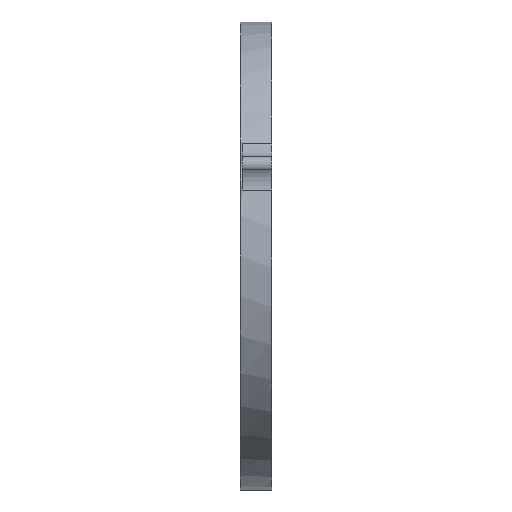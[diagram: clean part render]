
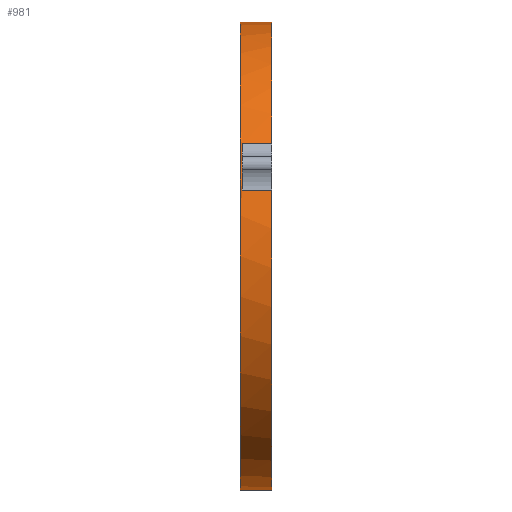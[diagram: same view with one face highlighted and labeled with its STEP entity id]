
A CAD part, left-side view. The second image highlights one B-rep face of the part: STEP entity #981.
In plain terms, the highlighted cylindrical face has radius 55 mm (diameter 110 mm), a partial arc.
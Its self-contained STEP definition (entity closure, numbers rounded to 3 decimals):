
#60 = CARTESIAN_POINT ( 'NONE',  ( 0., 0., 0. ) ) ;
#61 = VECTOR ( 'NONE', #1106, 1000. ) ;
#68 = DIRECTION ( 'NONE',  ( 0., 1., 0. ) ) ;
#98 = CARTESIAN_POINT ( 'NONE',  ( -52.769, 0., 15.506 ) ) ;
#101 = DIRECTION ( 'NONE',  ( 0., 0., 1. ) ) ;
#135 = CIRCLE ( 'NONE', #1168, 55. ) ;
#169 = CARTESIAN_POINT ( 'NONE',  ( 0., -7., 0. ) ) ;
#171 = DIRECTION ( 'NONE',  ( 0., 0., -1. ) ) ;
#208 = EDGE_CURVE ( 'NONE', #256, #555, #1013, .T. ) ;
#226 = DIRECTION ( 'NONE',  ( 0., -1., 0. ) ) ;
#256 = VERTEX_POINT ( 'NONE', #443 ) ;
#291 = VERTEX_POINT ( 'NONE', #1640 ) ;
#323 = AXIS2_PLACEMENT_3D ( 'NONE', #742, #1267, #101 ) ;
#327 = EDGE_CURVE ( 'NONE', #722, #256, #723, .T. ) ;
#371 = EDGE_CURVE ( 'NONE', #1631, #1080, #870, .T. ) ;
#381 = AXIS2_PLACEMENT_3D ( 'NONE', #60, #68, #461 ) ;
#402 = EDGE_CURVE ( 'NONE', #291, #852, #135, .T. ) ;
#408 = CYLINDRICAL_SURFACE ( 'NONE', #1105, 55. ) ;
#414 = ORIENTED_EDGE ( 'NONE', *, *, #402, .F. ) ;
#435 = ORIENTED_EDGE ( 'NONE', *, *, #208, .F. ) ;
#443 = CARTESIAN_POINT ( 'NONE',  ( 0., -7., 55. ) ) ;
#461 = DIRECTION ( 'NONE',  ( 0., 0., 1. ) ) ;
#532 = DIRECTION ( 'NONE',  ( 0., -1., 0. ) ) ;
#550 = CARTESIAN_POINT ( 'NONE',  ( 0., -7., 0. ) ) ;
#555 = VERTEX_POINT ( 'NONE', #1475 ) ;
#577 = ORIENTED_EDGE ( 'NONE', *, *, #937, .F. ) ;
#616 = CARTESIAN_POINT ( 'NONE',  ( -52.769, -7., 15.506 ) ) ;
#696 = VECTOR ( 'NONE', #226, 1000. ) ;
#722 = VERTEX_POINT ( 'NONE', #830 ) ;
#723 = LINE ( 'NONE', #1227, #61 ) ;
#733 = VECTOR ( 'NONE', #1212, 1000. ) ;
#742 = CARTESIAN_POINT ( 'NONE',  ( 0., 0.5, 0. ) ) ;
#750 = CIRCLE ( 'NONE', #323, 55. ) ;
#765 = VECTOR ( 'NONE', #875, 1000. ) ;
#774 = CARTESIAN_POINT ( 'NONE',  ( 0., 0.5, 0. ) ) ;
#830 = CARTESIAN_POINT ( 'NONE',  ( 0., 0.5, 55. ) ) ;
#852 = VERTEX_POINT ( 'NONE', #1129 ) ;
#870 = CIRCLE ( 'NONE', #381, 55. ) ;
#875 = DIRECTION ( 'NONE',  ( 0., 1., 0. ) ) ;
#899 = CARTESIAN_POINT ( 'NONE',  ( 0., 0.5, -55. ) ) ;
#918 = DIRECTION ( 'NONE',  ( 0., 0., -1. ) ) ;
#922 = CARTESIAN_POINT ( 'NONE',  ( -48.278, 0., 26.349 ) ) ;
#928 = ORIENTED_EDGE ( 'NONE', *, *, #1521, .T. ) ;
#933 = ORIENTED_EDGE ( 'NONE', *, *, #1268, .F. ) ;
#937 = EDGE_CURVE ( 'NONE', #1613, #722, #750, .T. ) ;
#981 = ADVANCED_FACE ( 'NONE', ( #1579 ), #408, .T. ) ;
#998 = ORIENTED_EDGE ( 'NONE', *, *, #371, .T. ) ;
#1013 = CIRCLE ( 'NONE', #1241, 55. ) ;
#1016 = ORIENTED_EDGE ( 'NONE', *, *, #327, .F. ) ;
#1080 = VERTEX_POINT ( 'NONE', #922 ) ;
#1105 = AXIS2_PLACEMENT_3D ( 'NONE', #774, #1298, #918 ) ;
#1106 = DIRECTION ( 'NONE',  ( 0., -1., 0. ) ) ;
#1129 = CARTESIAN_POINT ( 'NONE',  ( 0., -7., -55. ) ) ;
#1168 = AXIS2_PLACEMENT_3D ( 'NONE', #550, #532, #171 ) ;
#1198 = DIRECTION ( 'NONE',  ( 0., -1., 0. ) ) ;
#1212 = DIRECTION ( 'NONE',  ( 0., 1., 0. ) ) ;
#1227 = CARTESIAN_POINT ( 'NONE',  ( 0., 0.5, 55. ) ) ;
#1241 = AXIS2_PLACEMENT_3D ( 'NONE', #169, #1198, #1339 ) ;
#1267 = DIRECTION ( 'NONE',  ( 0., 1., 0. ) ) ;
#1268 = EDGE_CURVE ( 'NONE', #555, #1080, #1660, .T. ) ;
#1298 = DIRECTION ( 'NONE',  ( 0., -1., 0. ) ) ;
#1339 = DIRECTION ( 'NONE',  ( 0., 0., -1. ) ) ;
#1342 = ORIENTED_EDGE ( 'NONE', *, *, #1390, .T. ) ;
#1343 = CARTESIAN_POINT ( 'NONE',  ( -48.278, -7., 26.349 ) ) ;
#1390 = EDGE_CURVE ( 'NONE', #291, #1631, #1419, .T. ) ;
#1411 = LINE ( 'NONE', #1549, #696 ) ;
#1419 = LINE ( 'NONE', #616, #765 ) ;
#1475 = CARTESIAN_POINT ( 'NONE',  ( -48.278, -7., 26.349 ) ) ;
#1509 = EDGE_LOOP ( 'NONE', ( #1016, #577, #928, #414, #1342, #998, #933, #435 ) ) ;
#1521 = EDGE_CURVE ( 'NONE', #1613, #852, #1411, .T. ) ;
#1549 = CARTESIAN_POINT ( 'NONE',  ( 0., 0.5, -55. ) ) ;
#1579 = FACE_OUTER_BOUND ( 'NONE', #1509, .T. ) ;
#1613 = VERTEX_POINT ( 'NONE', #899 ) ;
#1631 = VERTEX_POINT ( 'NONE', #98 ) ;
#1640 = CARTESIAN_POINT ( 'NONE',  ( -52.769, -7., 15.506 ) ) ;
#1660 = LINE ( 'NONE', #1343, #733 ) ;
